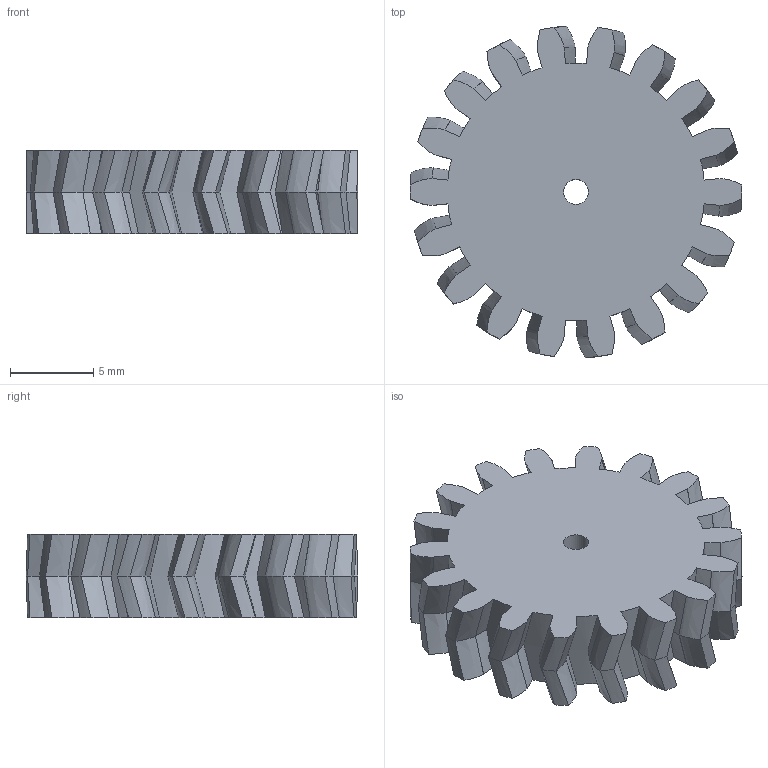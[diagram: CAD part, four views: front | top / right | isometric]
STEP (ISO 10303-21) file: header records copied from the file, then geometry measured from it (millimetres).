
FILE_DESCRIPTION(/* description */ (''),/* implementation_level */ '2;1');
FILE_NAME(/* name */ 'fuck3.step',/* time_stamp */ '2022-03-09T22:52:54+08:00',/* author */ (''),/* organization */ (''),/* preprocessor_version */ 'ST-DEVELOPER v18.1',/* originating_system */ 'Autodesk Translation Framework v10.13.0.1454',/* authorisation */ '');
FILE_SCHEMA (('AUTOMOTIVE_DESIGN { 1 0 10303 214 3 1 1 }'));
Length unit declared in the file: millimetre
Products named in the file (1): FusionComponent
Bounding box: 20 x 19.97 x 5 mm (x, y, z)
Volume: 1222.6 mm3; surface area: 1138.8 mm2
Topology: 1 solids, 1 shells, 273 faces, 705 edges, 434 vertices
Faces by surface type: bspline 252, cylinder 19, plane 2
Full cylindrical faces by diameter (mm): 1.5 x1
Entity records: 38832 total; most frequent: CARTESIAN_POINT 34101, ORIENTED_EDGE 1410, EDGE_CURVE 705, VERTEX_POINT 434, DIRECTION 337, B_SPLINE_CURVE_WITH_KNOTS 288, EDGE_LOOP 275, FACE_OUTER_BOUND 273
